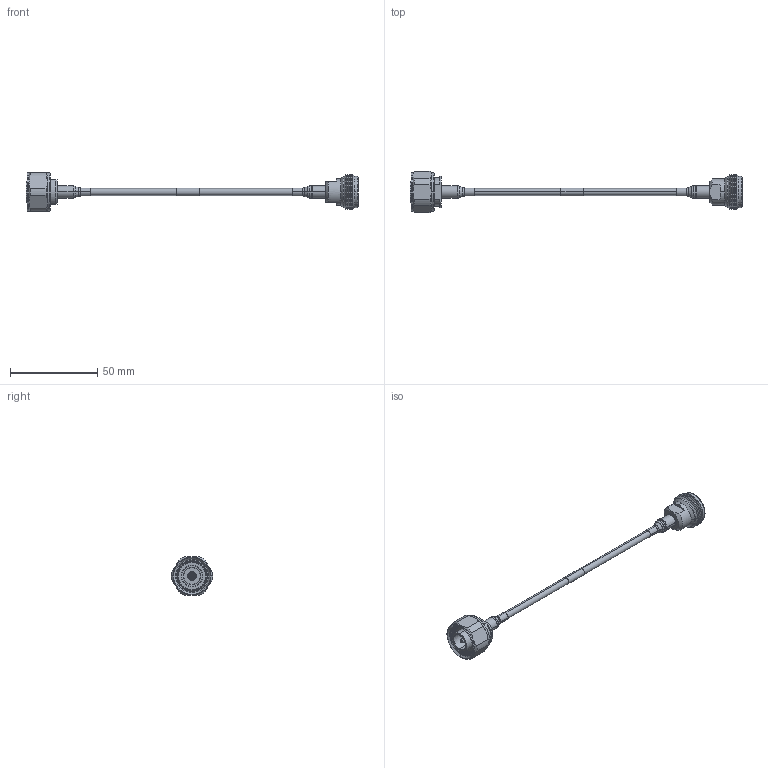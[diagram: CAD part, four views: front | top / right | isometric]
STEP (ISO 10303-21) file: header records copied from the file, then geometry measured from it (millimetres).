
FILE_DESCRIPTION (( 'STEP AP214' ), '1' );
FILE_NAME ('PE3C7951_3D.STEP', '2021-04-08T15:36:24', ( '' ), ( '' ), 'SwSTEP 2.0', 'SolidWorks 2020', '' );
FILE_SCHEMA (( 'AUTOMOTIVE_DESIGN' ));
Length unit declared in the file: inch
Products named in the file (5): PE3C7951_3D; TC-402-4195F-LP-PE; TFT-402-MA1; TFT-402_WITH LABEL; TC-402-4195M-LP-PE
Assembly tree (5 placements, depth 2):
  PE3C7951_3D
    TFT-402_WITH LABEL
    TC-402-4195M-LP-PE
    TC-402-4195F-LP-PE
    TFT-402-MA1  x2
Bounding box: 189.93 x 23.46 x 22 mm (x, y, z)
Volume: 9602.1 mm3; surface area: 10829.5 mm2
Topology: 7 solids, 7 shells, 342 faces, 745 edges, 437 vertices
Faces by surface type: cone 118, cylinder 105, plane 69, torus 40, bspline 10
Entity records: 10130 total; most frequent: CARTESIAN_POINT 2684, DIRECTION 1646, ORIENTED_EDGE 1398, EDGE_CURVE 699, AXIS2_PLACEMENT_3D 687, VERTEX_POINT 413, CIRCLE 369, EDGE_LOOP 352
